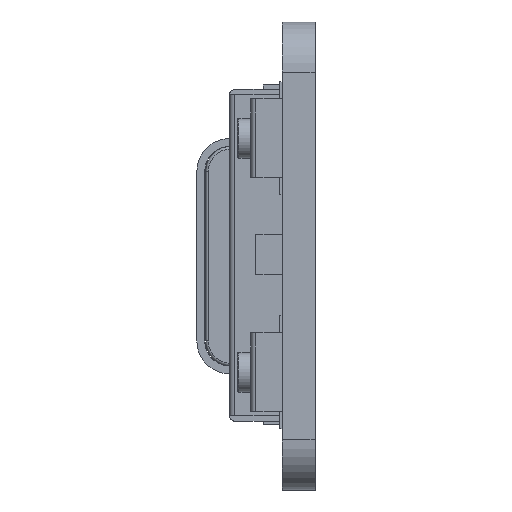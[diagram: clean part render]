
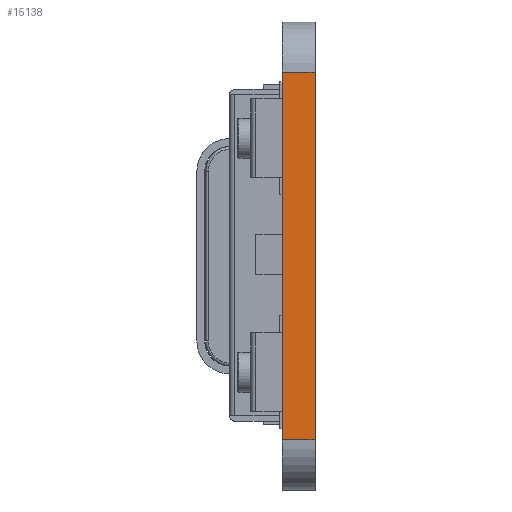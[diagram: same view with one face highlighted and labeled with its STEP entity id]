
A CAD part, left-side view. The second image highlights one B-rep face of the part: STEP entity #15138.
In plain terms, the highlighted planar face has unit normal (-1, 0, 0).
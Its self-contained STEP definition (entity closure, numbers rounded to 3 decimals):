
#1596=FACE_OUTER_BOUND('',#2493,.T.);
#2493=EDGE_LOOP('',(#12352,#12353,#12354,#12355));
#3653=LINE('',#24130,#5278);
#3707=LINE('',#24287,#5332);
#3977=LINE('',#25010,#5602);
#3978=LINE('',#25012,#5603);
#5278=VECTOR('',#19464,10.);
#5332=VECTOR('',#19570,10.);
#5602=VECTOR('',#20246,10.);
#5603=VECTOR('',#20249,10.);
#6789=VERTEX_POINT('',#24127);
#6790=VERTEX_POINT('',#24129);
#6866=VERTEX_POINT('',#24284);
#6867=VERTEX_POINT('',#24286);
#8526=EDGE_CURVE('',#6789,#6790,#3653,.T.);
#8605=EDGE_CURVE('',#6867,#6866,#3707,.T.);
#8970=EDGE_CURVE('',#6867,#6789,#3977,.T.);
#8971=EDGE_CURVE('',#6866,#6790,#3978,.T.);
#12352=ORIENTED_EDGE('',*,*,#8971,.T.);
#12353=ORIENTED_EDGE('',*,*,#8526,.F.);
#12354=ORIENTED_EDGE('',*,*,#8970,.F.);
#12355=ORIENTED_EDGE('',*,*,#8605,.T.);
#14096=PLANE('',#16741);
#15138=ADVANCED_FACE('',(#1596),#14096,.T.);
#16741=AXIS2_PLACEMENT_3D('',#25011,#20247,#20248);
#19464=DIRECTION('',(0.,0.,1.));
#19570=DIRECTION('',(0.,0.,1.));
#20246=DIRECTION('',(0.,1.,0.));
#20247=DIRECTION('center_axis',(-1.,0.,0.));
#20248=DIRECTION('ref_axis',(0.,0.,1.));
#20249=DIRECTION('',(0.,1.,0.));
#24127=CARTESIAN_POINT('',(-8.673,1.,-13.096));
#24129=CARTESIAN_POINT('',(-8.673,1.,0.874));
#24130=CARTESIAN_POINT('',(-8.673,1.,-13.096));
#24284=CARTESIAN_POINT('',(-8.673,-0.25,0.874));
#24286=CARTESIAN_POINT('',(-8.673,-0.25,-13.096));
#24287=CARTESIAN_POINT('',(-8.673,-0.25,-13.096));
#25010=CARTESIAN_POINT('',(-8.673,0.,-13.096));
#25011=CARTESIAN_POINT('Origin',(-8.673,0.,
-13.096));
#25012=CARTESIAN_POINT('',(-8.673,0.,0.874));
